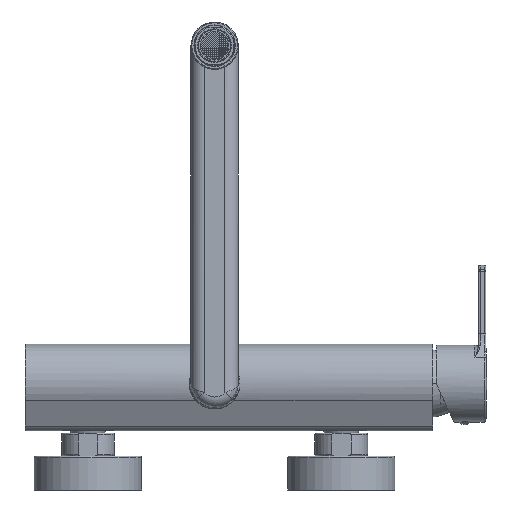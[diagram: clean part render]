
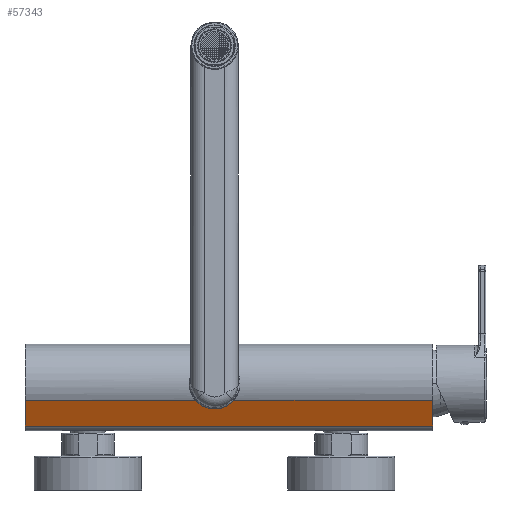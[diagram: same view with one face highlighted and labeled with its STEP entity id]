
A CAD part, front view. The second image highlights one B-rep face of the part: STEP entity #57343.
In plain terms, the highlighted planar face has unit normal (0, -0.904, -0.427).
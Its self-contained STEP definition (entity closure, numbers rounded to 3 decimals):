
#17240=DIRECTION('',(0.,0.427,-0.904));
#17241=VECTOR('',#17240,16.822);
#17242=CARTESIAN_POINT('',(129.,-21.028,-9.918));
#17243=LINE('',#17242,#17241);
#17365=DIRECTION('',(0.,0.427,-0.904));
#17366=VECTOR('',#17365,16.822);
#17367=CARTESIAN_POINT('',(-112.,-21.028,-9.918));
#17368=LINE('',#17367,#17366);
#17466=CARTESIAN_POINT('',(-6.576,-21.028,
-9.918));
#17526=CARTESIAN_POINT('',(6.576,-21.028,
-9.918));
#17536=CARTESIAN_POINT('',(6.576,-21.028,
-9.918));
#17537=CARTESIAN_POINT('',(6.448,-20.988,
-10.003));
#17538=CARTESIAN_POINT('',(6.188,-20.911,
-10.168));
#17539=CARTESIAN_POINT('',(5.792,-20.802,
-10.399));
#17540=CARTESIAN_POINT('',(5.389,-20.701,
-10.613));
#17541=CARTESIAN_POINT('',(4.98,-20.607,
-10.811));
#17542=CARTESIAN_POINT('',(4.565,-20.522,
-10.993));
#17543=CARTESIAN_POINT('',(4.145,-20.444,
-11.158));
#17544=CARTESIAN_POINT('',(3.72,-20.374,
-11.306));
#17545=CARTESIAN_POINT('',(3.292,-20.311,
-11.438));
#17546=CARTESIAN_POINT('',(2.86,-20.257,
-11.554));
#17547=CARTESIAN_POINT('',(2.425,-20.21,
-11.653));
#17548=CARTESIAN_POINT('',(1.988,-20.171,
-11.736));
#17549=CARTESIAN_POINT('',(1.548,-20.14,
-11.802));
#17550=CARTESIAN_POINT('',(1.107,-20.117,
-11.851));
#17551=CARTESIAN_POINT('',(0.665,-20.101,
-11.884));
#17552=CARTESIAN_POINT('',(0.221,-20.093,
-11.901));
#17553=CARTESIAN_POINT('',(-0.221,-20.093,
-11.901));
#17554=CARTESIAN_POINT('',(-0.665,-20.101,
-11.884));
#17555=CARTESIAN_POINT('',(-1.107,-20.117,
-11.851));
#17556=CARTESIAN_POINT('',(-1.548,-20.14,
-11.802));
#17557=CARTESIAN_POINT('',(-1.988,-20.171,
-11.736));
#17558=CARTESIAN_POINT('',(-2.425,-20.21,
-11.653));
#17559=CARTESIAN_POINT('',(-2.86,-20.257,
-11.554));
#17560=CARTESIAN_POINT('',(-3.292,-20.311,
-11.438));
#17561=CARTESIAN_POINT('',(-3.72,-20.374,
-11.306));
#17562=CARTESIAN_POINT('',(-4.145,-20.444,
-11.158));
#17563=CARTESIAN_POINT('',(-4.565,-20.522,
-10.993));
#17564=CARTESIAN_POINT('',(-4.98,-20.607,
-10.811));
#17565=CARTESIAN_POINT('',(-5.389,-20.701,
-10.613));
#17566=CARTESIAN_POINT('',(-5.792,-20.802,
-10.399));
#17567=CARTESIAN_POINT('',(-6.188,-20.911,
-10.168));
#17568=CARTESIAN_POINT('',(-6.448,-20.988,
-10.003));
#17569=CARTESIAN_POINT('',(-6.576,-21.028,
-9.918));
#17571=DIRECTION('',(1.,0.,0.));
#17572=VECTOR('',#17571,122.424);
#17573=CARTESIAN_POINT('',(6.576,-21.028,
-9.918));
#17574=LINE('',#17573,#17572);
#17575=DIRECTION('',(-1.,0.,0.));
#17576=VECTOR('',#17575,241.);
#17577=CARTESIAN_POINT('',(129.,-13.852,-25.133));
#17578=LINE('',#17577,#17576);
#17579=DIRECTION('',(1.,0.,0.));
#17580=VECTOR('',#17579,105.424);
#17581=CARTESIAN_POINT('',(-112.,-21.028,-9.918));
#17582=LINE('',#17581,#17580);
#27113=CARTESIAN_POINT('',(-112.,-21.028,-9.918));
#27115=VERTEX_POINT('',#27113);
#27117=CARTESIAN_POINT('',(129.,-21.028,-9.918));
#27119=VERTEX_POINT('',#27117);
#27129=CARTESIAN_POINT('',(-112.,-13.852,-25.133));
#27131=VERTEX_POINT('',#27129);
#27132=CARTESIAN_POINT('',(129.,-13.852,-25.133));
#27133=VERTEX_POINT('',#27132);
#27325=VERTEX_POINT('',#17526);
#27326=VERTEX_POINT('',#17466);
#57329=CARTESIAN_POINT('',(-112.,-21.028,-9.918));
#57330=DIRECTION('',(0.,-0.904,-0.427));
#57331=DIRECTION('',(0.,0.427,-0.904));
#57332=AXIS2_PLACEMENT_3D('',#57329,#57330,#57331);
#57333=PLANE('',#57332);
#57334=ORIENTED_EDGE('',*,*,#57312,.F.);
#57335=ORIENTED_EDGE('',*,*,#57270,.T.);
#57336=ORIENTED_EDGE('',*,*,#57082,.T.);
#57338=ORIENTED_EDGE('',*,*,#57337,.T.);
#57339=ORIENTED_EDGE('',*,*,#57221,.F.);
#57340=ORIENTED_EDGE('',*,*,#57265,.T.);
#57341=EDGE_LOOP('',(#57334,#57335,#57336,#57338,#57339,#57340));
#57342=FACE_OUTER_BOUND('',#57341,.F.);
#57343=ADVANCED_FACE('',(#57342),#57333,.T.);
#17570=B_SPLINE_CURVE_WITH_KNOTS('',3,(#17536,#17537,#17538,#17539,#17540,
#17541,#17542,#17543,#17544,#17545,#17546,#17547,#17548,#17549,#17550,#17551,
#17552,#17553,#17554,#17555,#17556,#17557,#17558,#17559,#17560,#17561,#17562,
#17563,#17564,#17565,#17566,#17567,#17568,#17569),.UNSPECIFIED.,.F.,.F.,(4,1,1,
1,1,1,1,1,1,1,1,1,1,1,1,1,1,1,1,1,1,1,1,1,1,1,1,1,1,1,1,4),(0.,
0.032,0.065,0.097,0.129,
0.161,0.194,0.226,0.258,
0.29,0.323,0.355,0.387,
0.419,0.452,0.484,0.516,
0.548,0.581,0.613,0.645,
0.677,0.71,0.742,0.774,
0.806,0.839,0.871,0.903,
0.935,0.968,1.),.UNSPECIFIED.);
#57082=EDGE_CURVE('',#27119,#27133,#17243,.T.);
#57221=EDGE_CURVE('',#27115,#27131,#17368,.T.);
#57265=EDGE_CURVE('',#27115,#27326,#17582,.T.);
#57270=EDGE_CURVE('',#27325,#27119,#17574,.T.);
#57312=EDGE_CURVE('',#27325,#27326,#17570,.T.);
#57337=EDGE_CURVE('',#27133,#27131,#17578,.T.);
